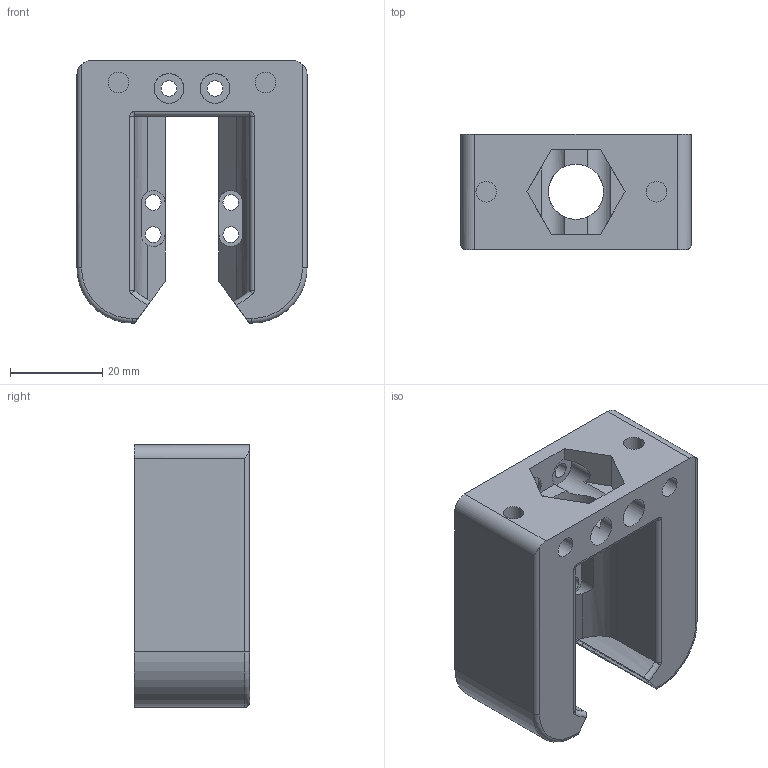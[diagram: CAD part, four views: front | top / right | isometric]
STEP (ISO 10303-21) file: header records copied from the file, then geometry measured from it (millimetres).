
FILE_DESCRIPTION(/* description */ ('Unknown'),/* implementation_level */ '2;1');
FILE_NAME(/* name */ 'toolhead',/* time_stamp */ '2023-06-17T12:30:38-05:00',/* author */ ('Unknown'),/* organization */ ('Unknown'),/* preprocessor_version */ 'ST-DEVELOPER v18.102',/* originating_system */ 'Solid Edge',/* authorisation */ 'Unknown');
FILE_SCHEMA (('AUTOMOTIVE_DESIGN {1 0 10303 214 3 1 1}'));
Length unit declared in the file: millimetre
Products named in the file (1): toolhead
Bounding box: 50 x 25 x 57 mm (x, y, z)
Volume: 28699.2 mm3; surface area: 15403.5 mm2
Topology: 1 solids, 1 shells, 132 faces, 354 edges, 214 vertices
Faces by surface type: plane 48, cylinder 44, bspline 28, torus 12
Full cylindrical faces by diameter (mm): 3.4 x6, 4.5 x4, 6.5 x2, 12 x1
Entity records: 5889 total; most frequent: CARTESIAN_POINT 2812, ORIENTED_EDGE 636, DIRECTION 597, EDGE_CURVE 318, AXIS2_PLACEMENT_3D 222, VERTEX_POINT 205, EDGE_LOOP 171, FACE_BOUND 171
